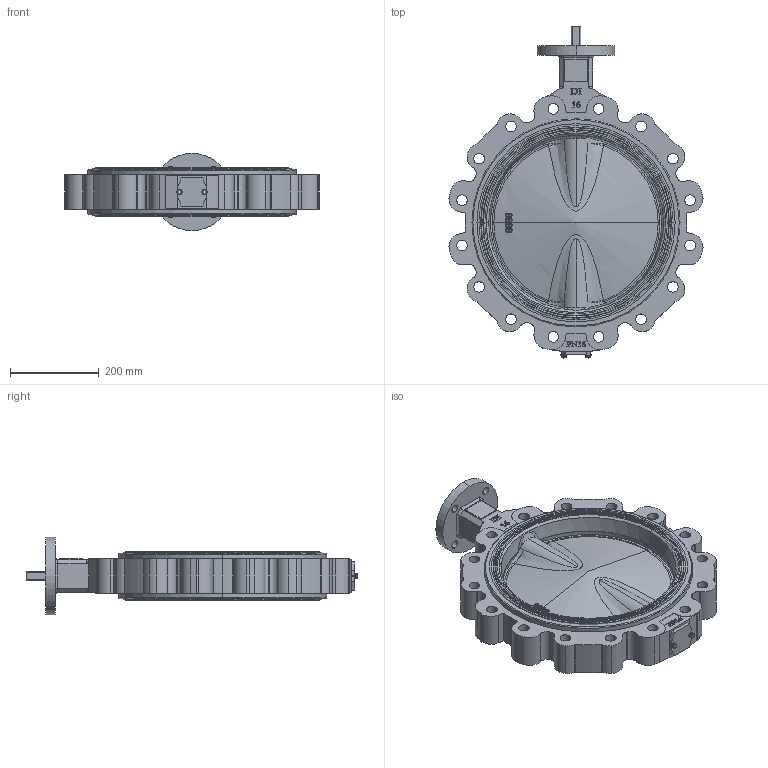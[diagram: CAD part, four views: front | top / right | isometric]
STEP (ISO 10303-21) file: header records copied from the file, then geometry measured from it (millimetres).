
FILE_DESCRIPTION (( 'STEP AP214' ), '1' );
FILE_NAME ('B20L-SX-PN10-DN400-00装配体弹性挡圈.STEP', '2022-10-15T06:30:17', ( '微软用户' ), ( '微软中国' ), 'SwSTEP 2.0', 'SolidWorks 2021', '' );
FILE_SCHEMA (( 'AUTOMOTIVE_DESIGN' ));
Length unit declared in the file: millimetre
Products named in the file (1): B20L-SX-PN10-DN400-00装配体弹性挡圈
Bounding box: 573.67 x 749.7 x 175 mm (x, y, z)
Volume: 12515166.5 mm3; surface area: 1641648.7 mm2
Topology: 16 solids, 16 shells, 905 faces, 2324 edges, 1481 vertices
Faces by surface type: cylinder 312, plane 263, bspline 168, cone 89, torus 69, sphere 4
Entity records: 53493 total; most frequent: CARTESIAN_POINT 22199, ORIENTED_EDGE 4600, DIRECTION 4101, EDGE_CURVE 2300, AXIS2_PLACEMENT_3D 1571, VERTEX_POINT 1479, EDGE_LOOP 1025, LINE 959
